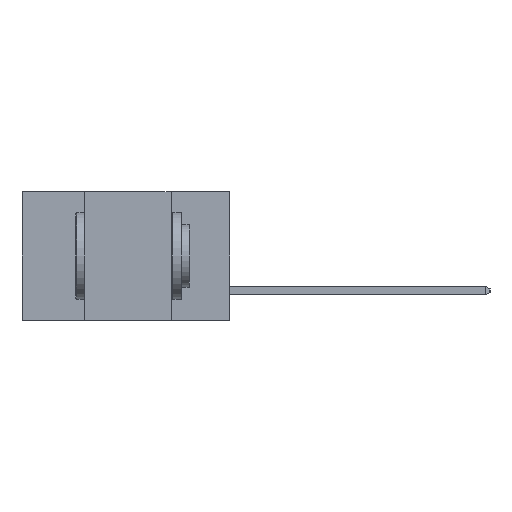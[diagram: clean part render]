
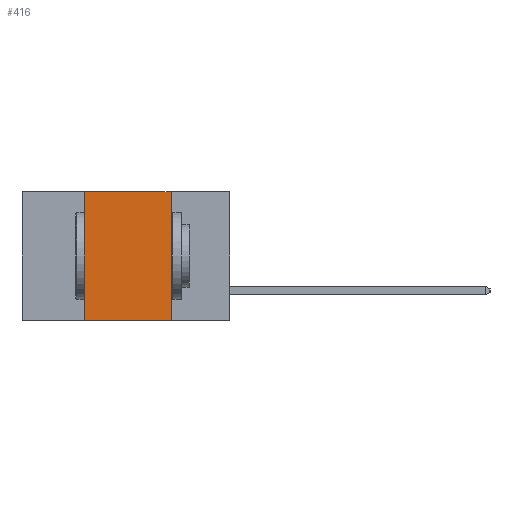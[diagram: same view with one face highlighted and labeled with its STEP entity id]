
A CAD part, left-side view. The second image highlights one B-rep face of the part: STEP entity #416.
In plain terms, the highlighted planar face has unit normal (-1, 0, 0).
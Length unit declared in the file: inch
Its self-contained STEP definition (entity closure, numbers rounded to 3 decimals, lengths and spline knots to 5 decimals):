
#95 = DIRECTION ( 'NONE',  ( 0., 0., -1. ) ) ;
#416 = ADVANCED_FACE ( 'NONE', ( #10694 ), #10662, .F. ) ;
#1017 = CARTESIAN_POINT ( 'NONE',  ( 0., 0.42, 0. ) ) ;
#1257 = AXIS2_PLACEMENT_3D ( 'NONE', #6119, #2834, #2850 ) ;
#1323 = DIRECTION ( 'NONE',  ( 0., 0., 1. ) ) ;
#1547 = LINE ( 'NONE', #3353, #6500 ) ;
#2003 = CARTESIAN_POINT ( 'NONE',  ( 0., 0.42, 0. ) ) ;
#2143 = EDGE_CURVE ( 'NONE', #11537, #10252, #3894, .T. ) ;
#2295 = ORIENTED_EDGE ( 'NONE', *, *, #7931, .T. ) ;
#2834 = DIRECTION ( 'NONE',  ( 1., 0., 0. ) ) ;
#2850 = DIRECTION ( 'NONE',  ( 0., 0., -1. ) ) ;
#3353 = CARTESIAN_POINT ( 'NONE',  ( 0., 0.17, 0. ) ) ;
#3659 = ORIENTED_EDGE ( 'NONE', *, *, #2143, .F. ) ;
#3721 = EDGE_CURVE ( 'NONE', #10252, #12327, #11978, .T. ) ;
#3894 = LINE ( 'NONE', #2003, #10829 ) ;
#4533 = CARTESIAN_POINT ( 'NONE',  ( 0., 0.17, 0. ) ) ;
#5487 = VECTOR ( 'NONE', #10972, 39.37008 ) ;
#5563 = CARTESIAN_POINT ( 'NONE',  ( 0., 0.17, -0.37 ) ) ;
#6119 = CARTESIAN_POINT ( 'NONE',  ( 0., 0.6, 0. ) ) ;
#6500 = VECTOR ( 'NONE', #95, 39.37008 ) ;
#6779 = ORIENTED_EDGE ( 'NONE', *, *, #11356, .F. ) ;
#6835 = EDGE_LOOP ( 'NONE', ( #6779, #12344, #3659, #2295 ) ) ;
#7931 = EDGE_CURVE ( 'NONE', #11537, #9821, #8447, .T. ) ;
#8447 = LINE ( 'NONE', #11912, #5487 ) ;
#9821 = VERTEX_POINT ( 'NONE', #5563 ) ;
#10252 = VERTEX_POINT ( 'NONE', #1017 ) ;
#10523 = DIRECTION ( 'NONE',  ( 0., -1., 0. ) ) ;
#10606 = CARTESIAN_POINT ( 'NONE',  ( 0., 0.42, -0.37 ) ) ;
#10662 = PLANE ( 'NONE',  #1257 ) ;
#10694 = FACE_OUTER_BOUND ( 'NONE', #6835, .T. ) ;
#10829 = VECTOR ( 'NONE', #1323, 39.37008 ) ;
#10972 = DIRECTION ( 'NONE',  ( 0., -1., 0. ) ) ;
#11356 = EDGE_CURVE ( 'NONE', #12327, #9821, #1547, .T. ) ;
#11445 = CARTESIAN_POINT ( 'NONE',  ( 0., 0.6, 0. ) ) ;
#11537 = VERTEX_POINT ( 'NONE', #10606 ) ;
#11671 = VECTOR ( 'NONE', #10523, 39.37008 ) ;
#11912 = CARTESIAN_POINT ( 'NONE',  ( 0., 0.6, -0.37 ) ) ;
#11978 = LINE ( 'NONE', #11445, #11671 ) ;
#12327 = VERTEX_POINT ( 'NONE', #4533 ) ;
#12344 = ORIENTED_EDGE ( 'NONE', *, *, #3721, .F. ) ;
